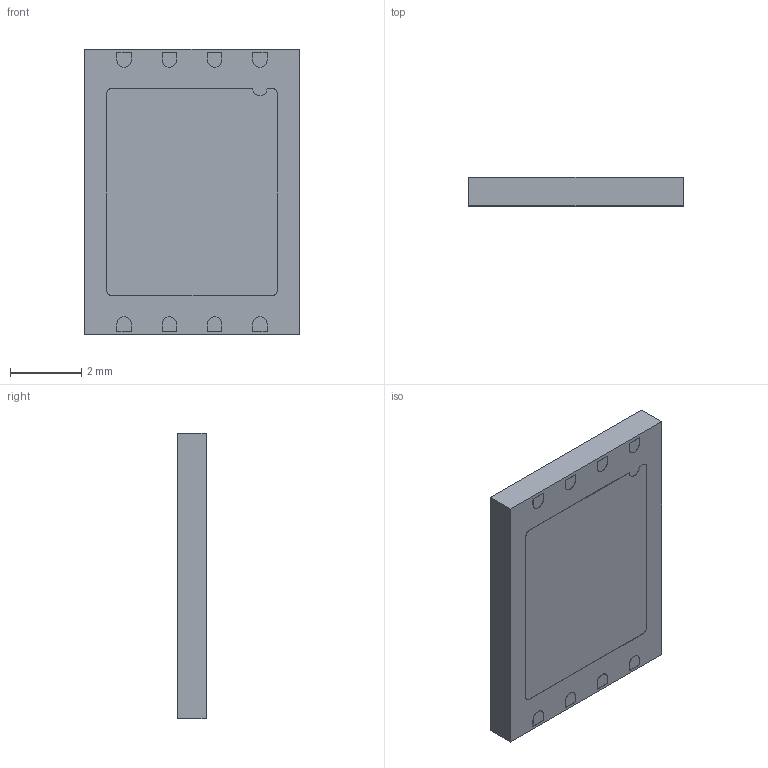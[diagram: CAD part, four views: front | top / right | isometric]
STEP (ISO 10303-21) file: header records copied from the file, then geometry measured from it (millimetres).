
FILE_DESCRIPTION (( 'STEP AP214' ), '1' );
FILE_NAME ('BE089A47-E416-466B-BD05-81C590D2E25A.STEP', '2023-04-15T15:05:49', ( '' ), ( '' ), 'SwSTEP 2.0', 'SolidWorks 2022', '' );
FILE_SCHEMA (( 'AUTOMOTIVE_DESIGN' ));
Length unit declared in the file: millimetre
Products named in the file (1): BE089A47-E416-466B-BD05-81C590D2E25A
Bounding box: 6 x 0.81 x 8 mm (x, y, z)
Volume: 38.7 mm3; surface area: 180 mm2
Topology: 10 solids, 10 shells, 129 faces, 297 edges, 198 vertices
Faces by surface type: plane 92, cylinder 37
Entity records: 5179 total; most frequent: DIRECTION 631, CARTESIAN_POINT 625, ORIENTED_EDGE 594, EDGE_CURVE 297, VECTOR 223, LINE 223, AXIS2_PLACEMENT_3D 204, VERTEX_POINT 198
